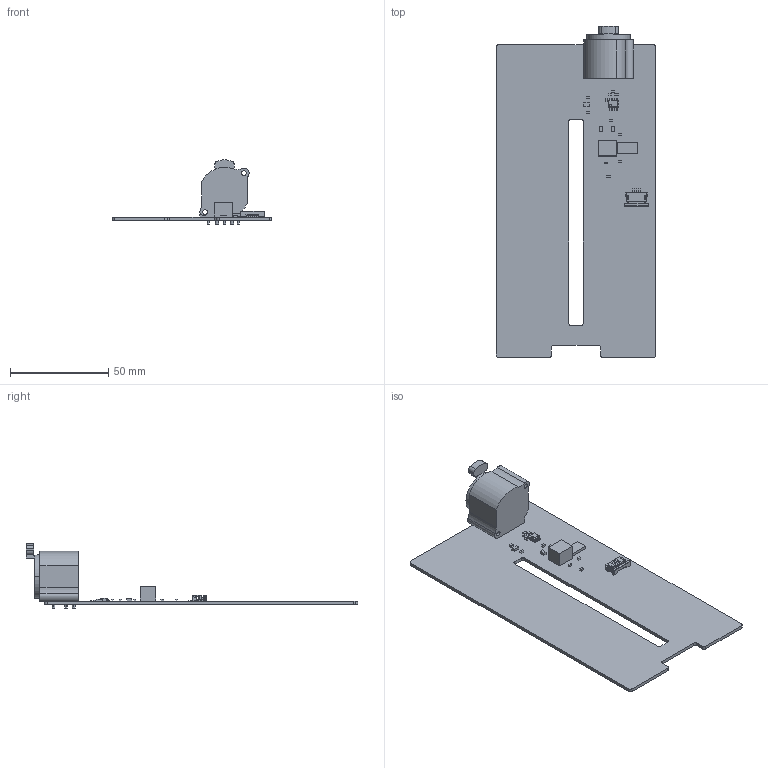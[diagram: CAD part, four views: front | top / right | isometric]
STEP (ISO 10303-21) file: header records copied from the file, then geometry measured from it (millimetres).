
FILE_DESCRIPTION(('Open CASCADE Model'),'2;1');
FILE_NAME('Open CASCADE Shape Model','2020-07-27T14:55:56',('Author'),( 'Open CASCADE'),'Open CASCADE STEP processor 6.8','Open CASCADE 6.8' ,'Unknown');
FILE_SCHEMA(('AUTOMOTIVE_DESIGN { 1 0 10303 214 1 1 1 1 }'));
Length unit declared in the file: millimetre
Products named in the file (54): PCB; Board; J1; 522710579; Open CASCADE STEP translator 6.8 3.2.1.1; Open CASCADE STEP translator 6.8 3.2.1.2; X1; 646831248; Extruded; U10; SOIC-8akaD0008AakaM08A; M08A_ASM_82_ASM; BODY_M08A_35; LEAD_M08A_57; TIEBAR_M08A_2_ASM; MANIFOLD_SOLID_BREP_2784; MANIFOLD_SOLID_BREP_2935; MANIFOLD_SOLID_BREP_3086; MANIFOLD_SOLID_BREP_3237; U8; 646831376; U6; 1460738304; R18; 646832016; 646832272; R17; R16; D3; 646831632; D2; C23; 646832784; 646832912; C22; 646832528; 646832656; C21; C20; C19 ...
Assembly tree (88 placements, depth 6):
  PCB
    Board
    J1
      522710579
        Open CASCADE STEP translator 6.8 3.2.1.1
        Open CASCADE STEP translator 6.8 3.2.1.2
    X1
      646831248
        Extruded
    U10
      SOIC-8akaD0008AakaM08A
        M08A_ASM_82_ASM
          BODY_M08A_35
          LEAD_M08A_57  x8
          TIEBAR_M08A_2_ASM
            MANIFOLD_SOLID_BREP_2784
            MANIFOLD_SOLID_BREP_2935
            MANIFOLD_SOLID_BREP_3086
            MANIFOLD_SOLID_BREP_3237
    U8
      646831376
        Extruded
    U6
      1460738304
        Extruded
    R18
      646832016  x2
        Extruded
      646832272
        Extruded
    R17
      646832016  x2
        Extruded
      646832272
        Extruded
    R16
      646832016  x2
        Extruded
      646832272
        Extruded
    D3
      646831632
        Extruded
    D2
      646831632
        Extruded
    C23
      646832784  x2
        Extruded
      646832912
        Extruded
    C22
      646832528  x2
        Extruded
      646832656
        Extruded
    C21
      646832528  x2
        Extruded
      646832656
Bounding box: 81 x 168.4 x 32.62 mm (x, y, z)
Volume: 30895.9 mm3; surface area: 31821.8 mm2
Topology: 54 solids, 54 shells, 867 faces, 2268 edges, 1526 vertices
Faces by surface type: plane 735, cylinder 122, sphere 10
Entity records: 20543 total; most frequent: CARTESIAN_POINT 3674, ORIENTED_EDGE 3298, DIRECTION 3208, EDGE_CURVE 1649, LINE 1480, VECTOR 1480, VERTEX_POINT 1072, AXIS2_PLACEMENT_3D 864
